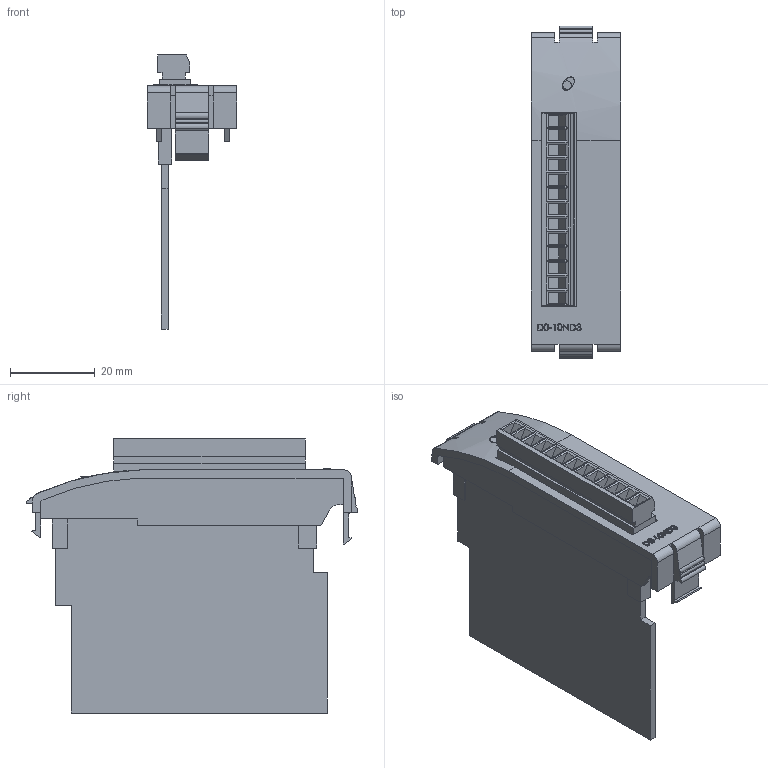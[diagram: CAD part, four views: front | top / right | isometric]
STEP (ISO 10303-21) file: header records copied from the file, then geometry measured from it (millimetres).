
FILE_DESCRIPTION (( 'STEP AP214' ), '1' );
FILE_NAME ('D0-10ND3.STEP', '2011-02-02T17:26:35', ( '.ADC' ), ( 'ADC' ), 'SwSTEP 2.0', 'SolidWorks 2009', '' );
FILE_SCHEMA (( 'AUTOMOTIVE_DESIGN' ));
Length unit declared in the file: inch
Products named in the file (1): D0-10ND3
Bounding box: 20.98 x 78.23 x 64.57 mm (x, y, z)
Volume: 12328.8 mm3; surface area: 15553.7 mm2
Topology: 2 solids, 2 shells, 365 faces, 970 edges, 636 vertices
Faces by surface type: plane 279, bspline 48, cylinder 38
Entity records: 17187 total; most frequent: CARTESIAN_POINT 5280, ORIENTED_EDGE 1940, DIRECTION 1601, EDGE_CURVE 970, VECTOR 783, LINE 783, VERTEX_POINT 636, AXIS2_PLACEMENT_3D 409
